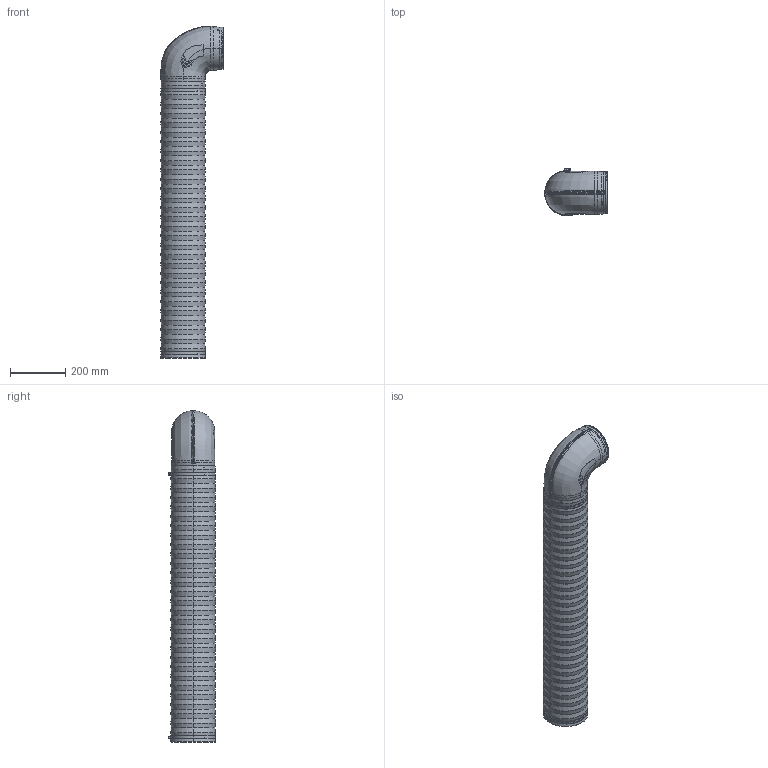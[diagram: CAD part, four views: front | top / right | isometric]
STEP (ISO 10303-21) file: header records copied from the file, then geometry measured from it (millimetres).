
FILE_DESCRIPTION(('STEP AP214'),'1');
FILE_NAME(' mit Flexkanal.STP','2023-08-25T07:24:03',(' '),(' '),'Spatial InterOp 3D',' ',' ');
FILE_SCHEMA(('AUTOMOTIVE_DESIGN { 1 0 10303 214 1 1 1 1 }'));
Length unit declared in the file: millimetre
Products named in the file (17): ASSEM1; 4051027_V P-RBVX 150 Umlenkstück 90° mit Flexkanal
Assembly tree (16 placements, depth 4):
  4051027_V P-RBVX 150 Umlenkstück 90° mit Flexkanal
    (unnamed)
      ASSEM1
    (unnamed)
      (unnamed)
        ASSEM1
        (unnamed)
        (unnamed)
      (unnamed)
    (unnamed)
      (unnamed)
        ASSEM1
        (unnamed)
        (unnamed)
      (unnamed)
    (unnamed)
      ASSEM1
Bounding box: 226.65 x 170.93 x 1200.55 mm (x, y, z)
Volume: 4626124.2 mm3; surface area: 1216747.2 mm2
Topology: 8 solids, 8 shells, 861 faces, 2119 edges, 1286 vertices
Faces by surface type: plane 276, cone 256, bspline 177, cylinder 142, extrusion 10
Entity records: 51640 total; most frequent: CARTESIAN_POINT 33165, ORIENTED_EDGE 4234, DIRECTION 3038, EDGE_CURVE 2117, VERTEX_POINT 1282, AXIS2_PLACEMENT_3D 1025, VECTOR 988, LINE 978
